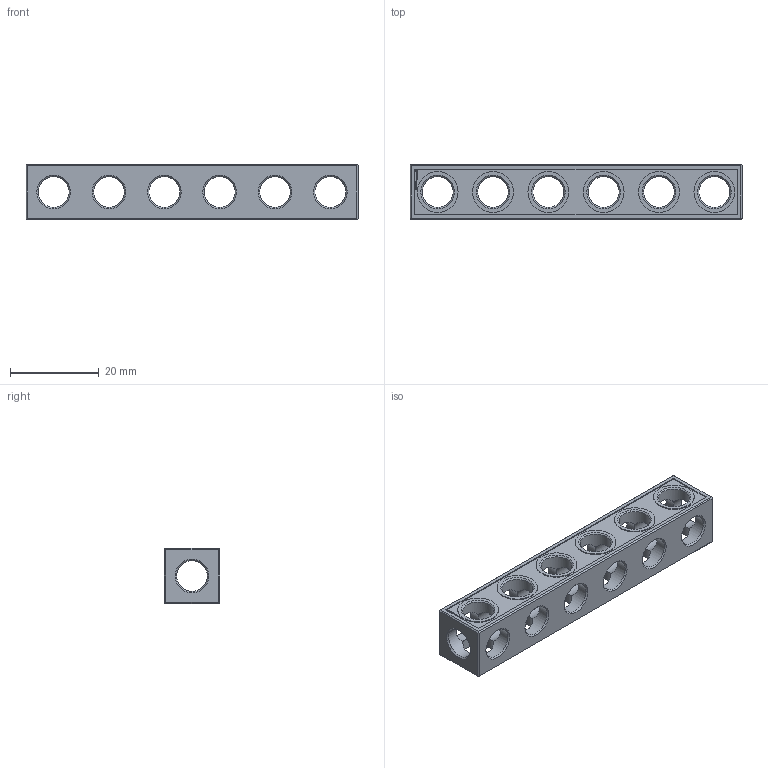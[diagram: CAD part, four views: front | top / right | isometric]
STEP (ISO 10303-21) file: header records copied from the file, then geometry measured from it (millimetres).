
FILE_DESCRIPTION(('FreeCAD Model'),'2;1');
FILE_NAME('Open CASCADE Shape Model','2021-05-23T21:59:50',( 'Paulo Kiefe'),('STEMFIE.org'),'Open CASCADE STEP processor 7.4', 'FreeCAD','Unknown');
FILE_SCHEMA(('AUTOMOTIVE_DESIGN { 1 0 10303 214 1 1 1 1 }'));
Length unit declared in the file: millimetre
Products named in the file (1): Beam_STR_ESS_BU06x01x01_-_SPN-BEM-0043_(stemfie.org)
Bounding box: 75 x 12.5 x 12.5 mm (x, y, z)
Volume: 5855.7 mm3; surface area: 5416.4 mm2
Topology: 1 solids, 1 shells, 525 faces, 1519 edges, 1012 vertices
Faces by surface type: plane 350, extrusion 112, cylinder 37, cone 26
Full cylindrical faces by diameter (mm): 7 x31, 9.2 x6
Entity records: 45315 total; most frequent: CARTESIAN_POINT 16079, DIRECTION 4887, VECTOR 3648, LINE 3536, ORIENTED_EDGE 3038, PCURVE 3038, DEFINITIONAL_REPRESENTATION 3038, EDGE_CURVE 1519
